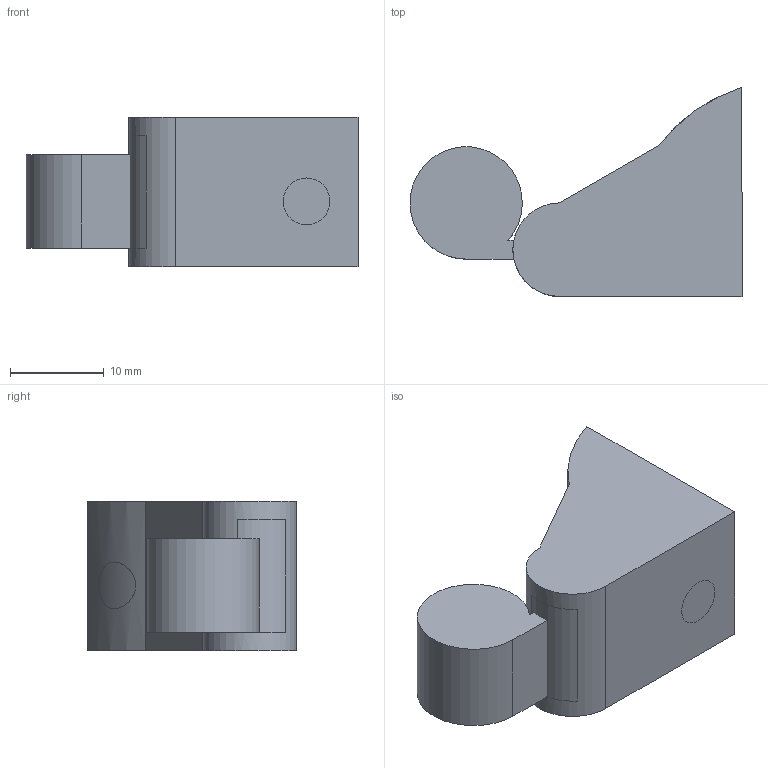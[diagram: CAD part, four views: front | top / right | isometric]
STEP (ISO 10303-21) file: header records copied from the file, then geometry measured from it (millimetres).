
FILE_DESCRIPTION(/* description */ (''),/* implementation_level */ '2;1');
FILE_NAME(/* name */ 'Output-Whistle-Pipe.step',/* time_stamp */ '2022-04-07T14:59:39+01:00',/* author */ (''),/* organization */ (''),/* preprocessor_version */ 'ST-DEVELOPER v18.1',/* originating_system */ 'Autodesk Translation Framework v10.13.0.1454',/* authorisation */ '');
FILE_SCHEMA (('AUTOMOTIVE_DESIGN { 1 0 10303 214 3 1 1 }'));
Length unit declared in the file: millimetre
Products named in the file (1): Wriggler-Pipe
Bounding box: 35.47 x 22.34 x 16 mm (x, y, z)
Volume: 7335.4 mm3; surface area: 5442.5 mm2
Topology: 3 solids, 3 shells, 48 faces, 125 edges, 82 vertices
Faces by surface type: plane 27, cylinder 21
Full cylindrical faces by diameter (mm): 5 x4
Entity records: 1661 total; most frequent: CARTESIAN_POINT 406, DIRECTION 257, ORIENTED_EDGE 250, EDGE_CURVE 125, AXIS2_PLACEMENT_3D 89, VERTEX_POINT 82, LINE 79, VECTOR 79
